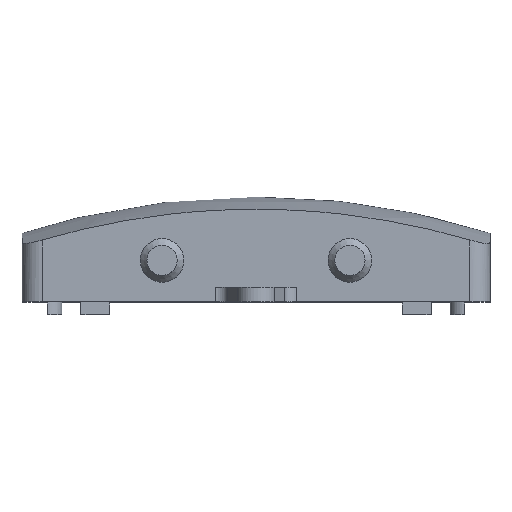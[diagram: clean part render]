
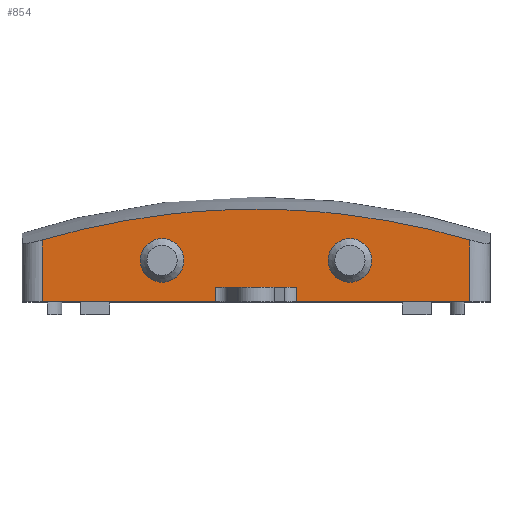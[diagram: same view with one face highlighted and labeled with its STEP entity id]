
A CAD part, top view. The second image highlights one B-rep face of the part: STEP entity #854.
In plain terms, the highlighted planar face has unit normal (0, 0, 1).
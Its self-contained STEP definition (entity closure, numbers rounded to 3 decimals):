
#699 = EDGE_CURVE ( 'NONE', #773, #805, #3265, .T. ) ;
#761 = VERTEX_POINT ( 'NONE', #3411 ) ;
#771 = ORIENTED_EDGE ( 'NONE', *, *, #799, .T. ) ;
#772 = ORIENTED_EDGE ( 'NONE', *, *, #699, .T. ) ;
#773 = VERTEX_POINT ( 'NONE', #3393 ) ;
#799 = EDGE_CURVE ( 'NONE', #761, #846, #3469, .T. ) ;
#800 = EDGE_CURVE ( 'NONE', #4144, #4144, #3499, .T. ) ;
#801 = ORIENTED_EDGE ( 'NONE', *, *, #800, .F. ) ;
#802 = EDGE_LOOP ( 'NONE', ( #801 ) ) ;
#803 = EDGE_CURVE ( 'NONE', #761, #805, #3491, .T. ) ;
#804 = ORIENTED_EDGE ( 'NONE', *, *, #803, .F. ) ;
#805 = VERTEX_POINT ( 'NONE', #3502 ) ;
#844 = EDGE_LOOP ( 'NONE', ( #851 ) ) ;
#846 = VERTEX_POINT ( 'NONE', #3560 ) ;
#847 = EDGE_LOOP ( 'NONE', ( #848, #849, #886, #856, #853, #772, #804, #771 ) ) ;
#848 = ORIENTED_EDGE ( 'NONE', *, *, #907, .F. ) ;
#849 = ORIENTED_EDGE ( 'NONE', *, *, #850, .T. ) ;
#850 = EDGE_CURVE ( 'NONE', #883, #880, #3569, .T. ) ;
#851 = ORIENTED_EDGE ( 'NONE', *, *, #888, .F. ) ;
#853 = ORIENTED_EDGE ( 'NONE', *, *, #857, .T. ) ;
#854 = ADVANCED_FACE ( 'NONE', ( #3556, #3557, #3553 ), #3588, .T. ) ;
#855 = EDGE_CURVE ( 'NONE', #858, #878, #3589, .T. ) ;
#856 = ORIENTED_EDGE ( 'NONE', *, *, #855, .F. ) ;
#857 = EDGE_CURVE ( 'NONE', #858, #773, #3591, .T. ) ;
#858 = VERTEX_POINT ( 'NONE', #3549 ) ;
#878 = VERTEX_POINT ( 'NONE', #3610 ) ;
#879 = EDGE_CURVE ( 'NONE', #878, #880, #3609, .T. ) ;
#880 = VERTEX_POINT ( 'NONE', #3644 ) ;
#883 = VERTEX_POINT ( 'NONE', #3637 ) ;
#886 = ORIENTED_EDGE ( 'NONE', *, *, #879, .F. ) ;
#888 = EDGE_CURVE ( 'NONE', #4140, #4140, #3633, .T. ) ;
#907 = EDGE_CURVE ( 'NONE', #883, #846, #3703, .T. ) ;
#3265 = LINE ( 'NONE', #3284, #3283 ) ;
#3282 = DIRECTION ( 'NONE',  ( 0., -1., 0. ) ) ;
#3283 = VECTOR ( 'NONE', #3282, 1000. ) ;
#3284 = CARTESIAN_POINT ( 'NONE',  ( 3.2, 17.001, 0. ) ) ;
#3393 = CARTESIAN_POINT ( 'NONE',  ( 3.2, 10.224, 0. ) ) ;
#3411 = CARTESIAN_POINT ( 'NONE',  ( 30.438, 0.5, 0. ) ) ;
#3446 = DIRECTION ( 'NONE',  ( 0., 1., 0. ) ) ;
#3447 = VECTOR ( 'NONE', #3446, 1000. ) ;
#3449 = CARTESIAN_POINT ( 'NONE',  ( 30.438, 2.75, 0. ) ) ;
#3469 = LINE ( 'NONE', #3449, #3447 ) ;
#3490 = VECTOR ( 'NONE', #3500, 1000. ) ;
#3491 = LINE ( 'NONE', #3494, #3490 ) ;
#3494 = CARTESIAN_POINT ( 'NONE',  ( 3.2, 0.5, 0. ) ) ;
#3495 = DIRECTION ( 'NONE',  ( 1., 0., 0. ) ) ;
#3496 = DIRECTION ( 'NONE',  ( 0., 0., 1. ) ) ;
#3497 = CARTESIAN_POINT ( 'NONE',  ( 51.5, 7., 0. ) ) ;
#3498 = AXIS2_PLACEMENT_3D ( 'NONE', #3497, #3496, #3495 ) ;
#3499 = CIRCLE ( 'NONE', #3498, 3.425 ) ;
#3500 = DIRECTION ( 'NONE',  ( -1., 0., 0. ) ) ;
#3502 = CARTESIAN_POINT ( 'NONE',  ( 3.2, 0.5, 0. ) ) ;
#3543 = CARTESIAN_POINT ( 'NONE',  ( 36.75, -104.35, 0. ) ) ;
#3544 = AXIS2_PLACEMENT_3D ( 'NONE', #3543, #3577, #3576 ) ;
#3548 = DIRECTION ( 'NONE',  ( 0., -1., 0. ) ) ;
#3549 = CARTESIAN_POINT ( 'NONE',  ( 70.3, 10.224, 0. ) ) ;
#3550 = VECTOR ( 'NONE', #3548, 1000. ) ;
#3551 = CARTESIAN_POINT ( 'NONE',  ( 43.062, 17.001, 0. ) ) ;
#3553 = FACE_BOUND ( 'NONE', #802, .T. ) ;
#3556 = FACE_BOUND ( 'NONE', #844, .T. ) ;
#3557 = FACE_OUTER_BOUND ( 'NONE', #847, .T. ) ;
#3560 = CARTESIAN_POINT ( 'NONE',  ( 30.438, 2.75, 0. ) ) ;
#3569 = LINE ( 'NONE', #3551, #3550 ) ;
#3576 = DIRECTION ( 'NONE',  ( 1., 0., 0. ) ) ;
#3577 = DIRECTION ( 'NONE',  ( 0., 0., 1. ) ) ;
#3579 = DIRECTION ( 'NONE',  ( 0., -1., 0. ) ) ;
#3580 = VECTOR ( 'NONE', #3579, 1000. ) ;
#3581 = CARTESIAN_POINT ( 'NONE',  ( 70.3, 17.001, 0. ) ) ;
#3584 = DIRECTION ( 'NONE',  ( 1., 0., 0. ) ) ;
#3585 = DIRECTION ( 'NONE',  ( 0., 0., 1. ) ) ;
#3586 = CARTESIAN_POINT ( 'NONE',  ( 3.2, 17.001, 0. ) ) ;
#3587 = AXIS2_PLACEMENT_3D ( 'NONE', #3586, #3585, #3584 ) ;
#3588 = PLANE ( 'NONE',  #3587 ) ;
#3589 = LINE ( 'NONE', #3581, #3580 ) ;
#3591 = CIRCLE ( 'NONE', #3544, 119.385 ) ;
#3609 = LINE ( 'NONE', #3640, #3639 ) ;
#3610 = CARTESIAN_POINT ( 'NONE',  ( 70.3, 0.5, 0. ) ) ;
#3625 = DIRECTION ( 'NONE',  ( 1., 0., 0. ) ) ;
#3626 = DIRECTION ( 'NONE',  ( 0., 0., 1. ) ) ;
#3627 = CARTESIAN_POINT ( 'NONE',  ( 22., 7., 0. ) ) ;
#3628 = AXIS2_PLACEMENT_3D ( 'NONE', #3627, #3626, #3625 ) ;
#3633 = CIRCLE ( 'NONE', #3628, 3.425 ) ;
#3637 = CARTESIAN_POINT ( 'NONE',  ( 43.062, 2.75, 0. ) ) ;
#3638 = DIRECTION ( 'NONE',  ( -1., 0., 0. ) ) ;
#3639 = VECTOR ( 'NONE', #3638, 1000. ) ;
#3640 = CARTESIAN_POINT ( 'NONE',  ( 3.2, 0.5, 0. ) ) ;
#3644 = CARTESIAN_POINT ( 'NONE',  ( 43.062, 0.5, 0. ) ) ;
#3700 = DIRECTION ( 'NONE',  ( -1., 0., 0. ) ) ;
#3701 = VECTOR ( 'NONE', #3700, 1000. ) ;
#3702 = CARTESIAN_POINT ( 'NONE',  ( 31.75, 2.75, 0. ) ) ;
#3703 = LINE ( 'NONE', #3702, #3701 ) ;
#4137 = CARTESIAN_POINT ( 'NONE',  ( 25.425, 7., 0. ) ) ;
#4140 = VERTEX_POINT ( 'NONE', #4137 ) ;
#4141 = CARTESIAN_POINT ( 'NONE',  ( 54.925, 7., 0. ) ) ;
#4144 = VERTEX_POINT ( 'NONE', #4141 ) ;
